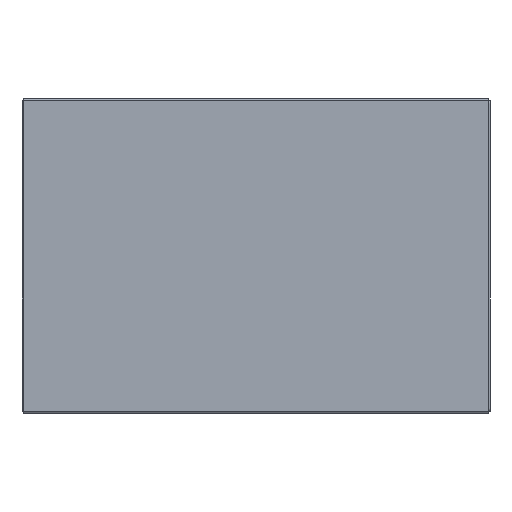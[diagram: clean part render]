
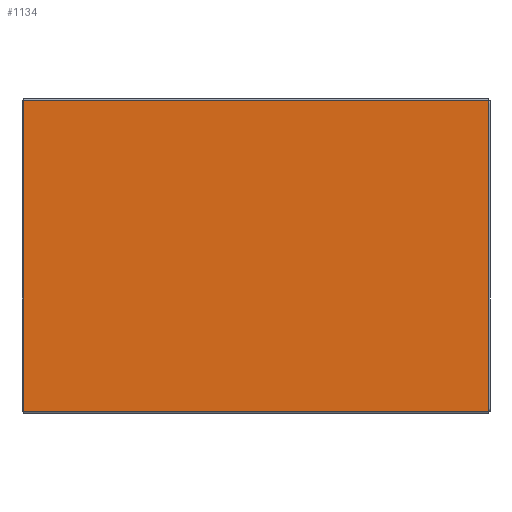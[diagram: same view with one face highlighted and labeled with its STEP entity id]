
A CAD part, top view. The second image highlights one B-rep face of the part: STEP entity #1134.
In plain terms, the highlighted planar face has unit normal (0, 0, 1).
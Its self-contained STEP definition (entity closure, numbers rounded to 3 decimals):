
#23 = LINE ( 'NONE', #926, #1647 ) ;
#31 = CARTESIAN_POINT ( 'NONE',  ( -350., 234.5, 0. ) ) ;
#42 = LINE ( 'NONE', #133, #688 ) ;
#133 = CARTESIAN_POINT ( 'NONE',  ( -353., -234.5, 0. ) ) ;
#160 = ORIENTED_EDGE ( 'NONE', *, *, #1641, .T. ) ;
#211 = EDGE_CURVE ( 'NONE', #805, #1066, #960, .T. ) ;
#269 = VERTEX_POINT ( 'NONE', #1144 ) ;
#338 = EDGE_CURVE ( 'NONE', #748, #269, #23, .T. ) ;
#346 = ORIENTED_EDGE ( 'NONE', *, *, #211, .F. ) ;
#347 = LINE ( 'NONE', #1107, #1240 ) ;
#375 = EDGE_CURVE ( 'NONE', #805, #269, #42, .T. ) ;
#412 = CARTESIAN_POINT ( 'NONE',  ( 0., 0., 0. ) ) ;
#546 = DIRECTION ( 'NONE',  ( 0., 0., 1. ) ) ;
#620 = CARTESIAN_POINT ( 'NONE',  ( -350., -234.5, 0. ) ) ;
#643 = DIRECTION ( 'NONE',  ( 0., -1., 0. ) ) ;
#688 = VECTOR ( 'NONE', #913, 1000. ) ;
#734 = CARTESIAN_POINT ( 'NONE',  ( 350., 234.5, 0. ) ) ;
#748 = VERTEX_POINT ( 'NONE', #734 ) ;
#805 = VERTEX_POINT ( 'NONE', #620 ) ;
#850 = DIRECTION ( 'NONE',  ( 0., 1., 0. ) ) ;
#863 = CARTESIAN_POINT ( 'NONE',  ( -350., -234.5, 0. ) ) ;
#913 = DIRECTION ( 'NONE',  ( 1., 0., 0. ) ) ;
#926 = CARTESIAN_POINT ( 'NONE',  ( 350., 234.5, 0. ) ) ;
#960 = LINE ( 'NONE', #863, #1338 ) ;
#1066 = VERTEX_POINT ( 'NONE', #31 ) ;
#1068 = ORIENTED_EDGE ( 'NONE', *, *, #375, .T. ) ;
#1107 = CARTESIAN_POINT ( 'NONE',  ( -353., 234.5, 0. ) ) ;
#1126 = EDGE_LOOP ( 'NONE', ( #160, #346, #1068, #1590 ) ) ;
#1129 = FACE_OUTER_BOUND ( 'NONE', #1126, .T. ) ;
#1134 = ADVANCED_FACE ( 'NONE', ( #1129 ), #1196, .T. ) ;
#1144 = CARTESIAN_POINT ( 'NONE',  ( 350., -234.5, 0. ) ) ;
#1196 = PLANE ( 'NONE',  #1333 ) ;
#1240 = VECTOR ( 'NONE', #1483, 1000. ) ;
#1333 = AXIS2_PLACEMENT_3D ( 'NONE', #412, #546, #1599 ) ;
#1338 = VECTOR ( 'NONE', #850, 1000. ) ;
#1483 = DIRECTION ( 'NONE',  ( -1., 0., 0. ) ) ;
#1590 = ORIENTED_EDGE ( 'NONE', *, *, #338, .F. ) ;
#1599 = DIRECTION ( 'NONE',  ( 1., 0., 0. ) ) ;
#1641 = EDGE_CURVE ( 'NONE', #748, #1066, #347, .T. ) ;
#1647 = VECTOR ( 'NONE', #643, 1000. ) ;
